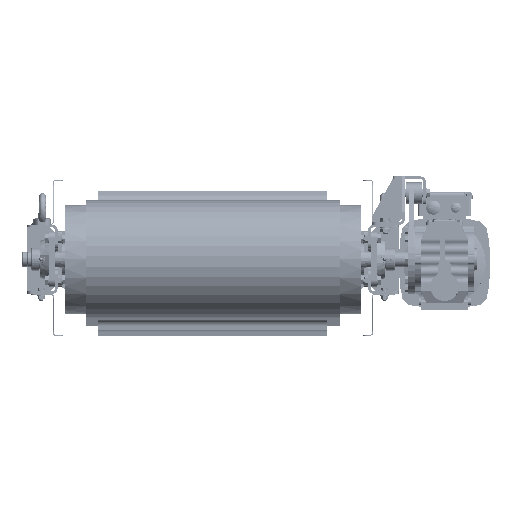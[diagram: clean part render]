
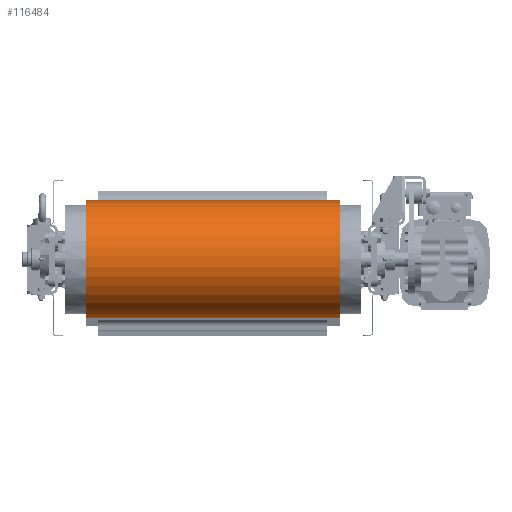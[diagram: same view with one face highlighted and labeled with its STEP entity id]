
A CAD part, left-side view. The second image highlights one B-rep face of the part: STEP entity #116484.
In plain terms, the highlighted cylindrical face has radius 116 mm (diameter 232 mm), a partial arc.
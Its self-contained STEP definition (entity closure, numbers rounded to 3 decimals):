
#16046=FACE_OUTER_BOUND('',#23859,.T.);
#23859=EDGE_LOOP('',(#101395,#101396,#101397,#101398));
#31799=LINE('',#234464,#39735);
#31800=LINE('',#234466,#39736);
#39735=VECTOR('',#158689,500.);
#39736=VECTOR('',#158692,500.);
#44460=CIRCLE('',#128104,116.);
#44465=CIRCLE('',#128110,116.);
#54517=VERTEX_POINT('',#234398);
#54518=VERTEX_POINT('',#234400);
#54537=VERTEX_POINT('',#234439);
#54538=VERTEX_POINT('',#234441);
#70141=EDGE_CURVE('',#54517,#54518,#44460,.T.);
#70161=EDGE_CURVE('',#54537,#54538,#44465,.T.);
#70173=EDGE_CURVE('',#54538,#54517,#31799,.T.);
#70174=EDGE_CURVE('',#54537,#54518,#31800,.T.);
#101395=ORIENTED_EDGE('',*,*,#70141,.F.);
#101396=ORIENTED_EDGE('',*,*,#70173,.F.);
#101397=ORIENTED_EDGE('',*,*,#70161,.F.);
#101398=ORIENTED_EDGE('',*,*,#70174,.T.);
#103072=CYLINDRICAL_SURFACE('',#128115,116.);
#116484=ADVANCED_FACE('',(#16046),#103072,.T.);
#128104=AXIS2_PLACEMENT_3D('',#234401,#158643,#158644);
#128110=AXIS2_PLACEMENT_3D('',#234442,#158670,#158671);
#128115=AXIS2_PLACEMENT_3D('',#234465,#158690,#158691);
#158643=DIRECTION('center_axis',(0.,1.,0.));
#158644=DIRECTION('ref_axis',(-0.048,0.,
-0.999));
#158670=DIRECTION('center_axis',(0.,-1.,0.));
#158671=DIRECTION('ref_axis',(0.049,0.,0.999));
#158689=DIRECTION('',(0.,1.,0.));
#158690=DIRECTION('center_axis',(0.,1.,0.));
#158691=DIRECTION('ref_axis',(-0.999,0.,
0.048));
#158692=DIRECTION('',(0.,1.,0.));
#234398=CARTESIAN_POINT('',(-515.56,250.,-115.867));
#234400=CARTESIAN_POINT('',(-504.346,250.,115.862));
#234401=CARTESIAN_POINT('Origin',(-510.,250.,0.));
#234439=CARTESIAN_POINT('',(-504.346,-250.,115.862));
#234441=CARTESIAN_POINT('',(-515.56,-250.,-115.867));
#234442=CARTESIAN_POINT('Origin',(-510.,-250.,0.));
#234464=CARTESIAN_POINT('',(-515.56,-250.,-115.867));
#234465=CARTESIAN_POINT('Origin',(-510.,-250.,0.));
#234466=CARTESIAN_POINT('',(-504.346,-250.,115.862));
